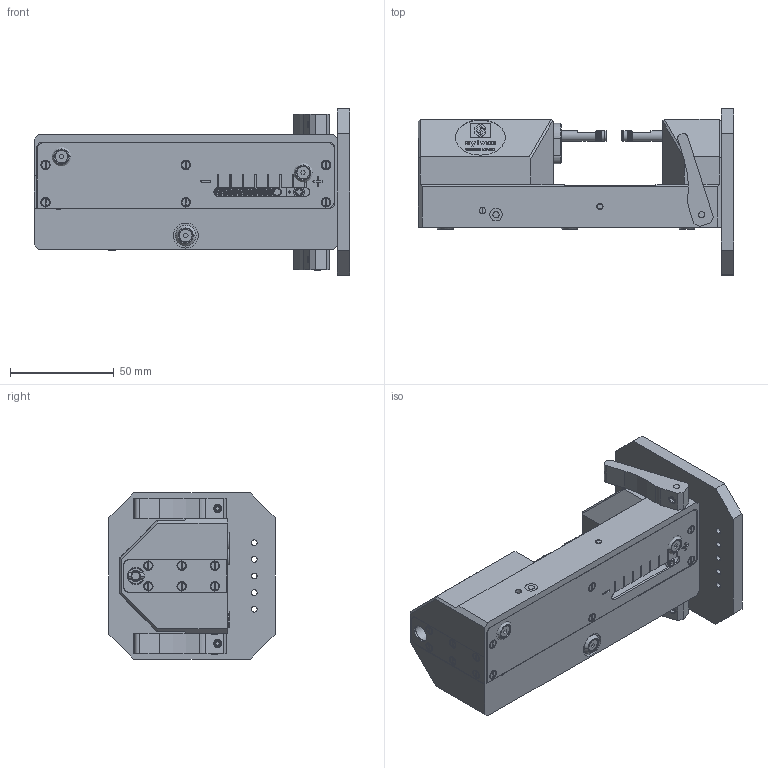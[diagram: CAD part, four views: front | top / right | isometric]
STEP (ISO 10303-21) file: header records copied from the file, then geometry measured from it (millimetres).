
FILE_DESCRIPTION((''),'2;1');
FILE_NAME('PS15_105_003_ASM','2018-04-06T',('jdv'),('Sylvac SA'),'CREO PARAMETRIC BY PTC INC, 2014500','CREO PARAMETRIC BY PTC INC, 2014500','');
FILE_SCHEMA(('CONFIG_CONTROL_DESIGN'));
Products named in the file (56): PS15_100_617; PS15_100_616; 15_100_618; PS15_100_632; PS15_100_633; 15_100_613; PS15_105_634; NRB_3X5; NRB_3X21_8; V3_3_2_ST_CUV; PS15_100_627; 15_100_615; 15_100_624; V4_4_ST_CUV; 15_100_609; V2X4; 15_100_619; NRB_2X13_8; 15_100_629; 15_100_631; GA1X5; 15_100_607; 15_100_606; 15_100_608; V4_12; 15_105_605; V2_5__3; GA2X5; 15_100_625; 15_100_603; PS15_100_659; PS15_100_602; 15_100_630; V2_6; VCF2X4; 16_110_635; VC3X6_1; ROND_BN4879_3; 15_105_622; PS15_105_624 ...
Assembly tree (92 placements, depth 2):
  PS15_105_003_ASM
    PS15_100_617
    PS15_100_616  x2
    15_100_618  x2
    PS15_100_632
    PS15_100_633
    15_100_613  x4
    PS15_105_634
    NRB_3X5  x4
    NRB_3X21_8
    V3_3_2_ST_CUV  x3
    PS15_100_627  x2
    15_100_615  x2
    15_100_624
    V4_4_ST_CUV  x2
    15_100_609
    V2X4
    15_100_619
    NRB_2X13_8
    15_100_629
    15_100_631
    GA1X5
    15_100_607
    15_100_606
    15_100_608
    V4_12
    15_105_605
    V2_5__3
    GA2X5  x2
    15_100_625
    15_100_603
    PS15_100_659
    PS15_100_602
    15_100_630
    V2_6
    VCF2X4  x14
    16_110_635  x3
    VC3X6_1  x3
    ROND_BN4879_3
    15_105_622
    PS15_105_624
    PM224_400_905
    15_105_654
    CAGE_BILLES_5X10X20_AV_DOUI
    VB3X5
    287_200_623
    15_105_753
    15_105_752
    15_105_751
    V5_5  x2
    VST2_1_5  x2
    NRB_1_5X2_8  x2
    15_100_635
    VB4X8  x2
    905_2201  x2
    15_105_612  x2
Bounding box: 152 x 80 x 80 mm (x, y, z)
Volume: 296649.7 mm3; surface area: 100759.8 mm2
Topology: 93 solids, 93 shells, 3681 faces, 8565 edges, 4972 vertices
Faces by surface type: bspline 1012, plane 922, cylinder 853, cone 509, sphere 202, extrusion 125, torus 58
Entity records: 107117 total; most frequent: CARTESIAN_POINT 52659, ORIENTED_EDGE 11518, DIRECTION 9819, EDGE_CURVE 5759, AXIS2_PLACEMENT_3D 3586, VERTEX_POINT 3541, EDGE_LOOP 2818, VECTOR 2647
